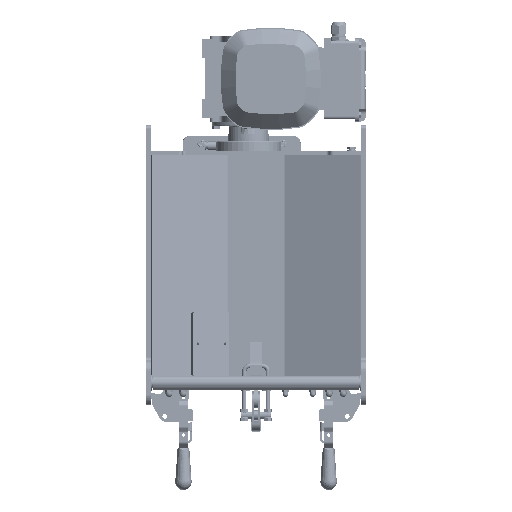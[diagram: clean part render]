
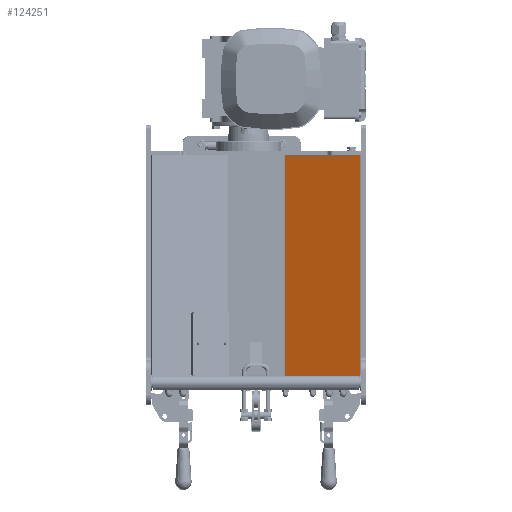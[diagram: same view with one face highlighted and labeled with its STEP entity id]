
A CAD part, left-side view. The second image highlights one B-rep face of the part: STEP entity #124251.
In plain terms, the highlighted planar face has unit normal (-0.932, 0.363, 0).
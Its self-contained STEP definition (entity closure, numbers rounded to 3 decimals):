
#8903=LINE('',#200918,#18311);
#9354=LINE('',#202811,#18762);
#9738=LINE('',#204955,#19146);
#9739=LINE('',#204957,#19147);
#18311=VECTOR('',#157569,10.);
#18762=VECTOR('',#159222,10.);
#19146=VECTOR('',#160656,10.);
#19147=VECTOR('',#160659,10.);
#28586=FACE_OUTER_BOUND('',#35857,.T.);
#35857=EDGE_LOOP('',(#94773,#94774,#94775,#94776));
#51599=VERTEX_POINT('',#200866);
#51624=VERTEX_POINT('',#200916);
#52171=VERTEX_POINT('',#202808);
#52172=VERTEX_POINT('',#202810);
#65942=EDGE_CURVE('',#51599,#51624,#8903,.T.);
#66762=EDGE_CURVE('',#52172,#52171,#9354,.T.);
#67461=EDGE_CURVE('',#51624,#52172,#9738,.T.);
#67462=EDGE_CURVE('',#51599,#52171,#9739,.T.);
#94773=ORIENTED_EDGE('',*,*,#66762,.T.);
#94774=ORIENTED_EDGE('',*,*,#67462,.F.);
#94775=ORIENTED_EDGE('',*,*,#65942,.T.);
#94776=ORIENTED_EDGE('',*,*,#67461,.T.);
#112267=PLANE('',#134570);
#124251=ADVANCED_FACE('',(#28586),#112267,.T.);
#134570=AXIS2_PLACEMENT_3D('',#204956,#160657,#160658);
#157569=DIRECTION('',(0.363,0.932,0.));
#159222=DIRECTION('',(-0.363,-0.932,0.));
#160656=DIRECTION('',(0.,0.,-1.));
#160657=DIRECTION('center_axis',(-0.932,0.363,0.));
#160658=DIRECTION('ref_axis',(0.,0.,
-1.));
#160659=DIRECTION('',(0.,0.,-1.));
#200866=CARTESIAN_POINT('',(-262.795,-140.91,150.));
#200916=CARTESIAN_POINT('',(-223.205,-39.367,150.));
#200918=CARTESIAN_POINT('',(-262.795,-140.91,150.));
#202808=CARTESIAN_POINT('',(-262.795,-140.91,-150.));
#202810=CARTESIAN_POINT('',(-223.205,-39.367,-150.));
#202811=CARTESIAN_POINT('',(-262.795,-140.91,-150.));
#204955=CARTESIAN_POINT('',(-223.205,-39.367,150.));
#204956=CARTESIAN_POINT('Origin',(-223.205,-39.367,150.));
#204957=CARTESIAN_POINT('',(-262.795,-140.91,150.));
